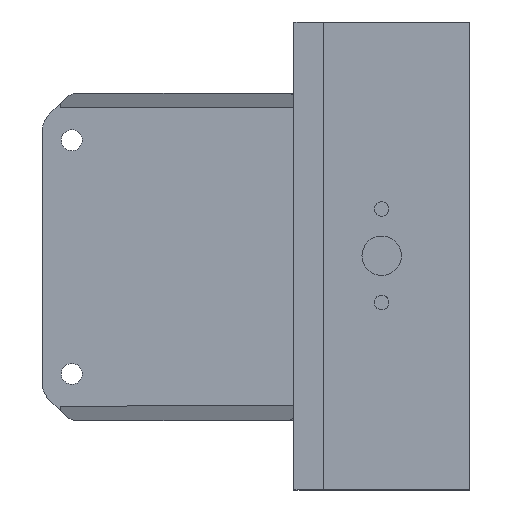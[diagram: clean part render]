
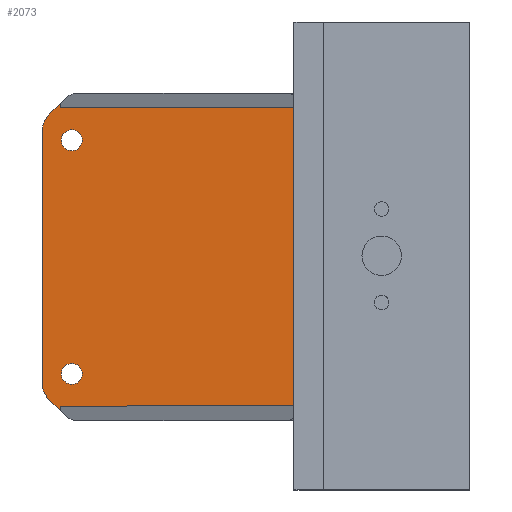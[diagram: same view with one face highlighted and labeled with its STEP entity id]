
A CAD part, top view. The second image highlights one B-rep face of the part: STEP entity #2073.
In plain terms, the highlighted planar face has unit normal (0, 0, 1).
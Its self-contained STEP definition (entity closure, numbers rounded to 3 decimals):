
#99=B_SPLINE_CURVE_WITH_KNOTS('',3,(#5941,#5942,#5943,#5944,#5945,#5946,
#5947,#5948,#5949,#5950,#5951,#5952,#5953,#5954,#5955,#5956,#5957,#5958,
#5959,#5960,#5961,#5962,#5963,#5964),.UNSPECIFIED.,.F.,.F.,(4,2,2,2,2,2,
2,2,2,2,2,4),(-1.249,-1.221,-1.204,-1.197,
-1.13,-0.761,-0.275,-0.122,
-0.107,-0.078,-0.014,0.),
 .UNSPECIFIED.);
#100=B_SPLINE_CURVE_WITH_KNOTS('',3,(#5966,#5967,#5968,#5969),
 .UNSPECIFIED.,.F.,.F.,(4,4),(-0.002,0.),.UNSPECIFIED.);
#149=FACE_BOUND('',#399,.T.);
#150=FACE_BOUND('',#400,.T.);
#151=FACE_BOUND('',#401,.T.);
#152=FACE_BOUND('',#402,.T.);
#177=PLANE('',#2231);
#263=FACE_OUTER_BOUND('',#398,.T.);
#398=EDGE_LOOP('',(#1718,#1719,#1720,#1721,#1722,#1723,#1724,#1725,#1726,
#1727,#1728,#1729,#1730));
#399=EDGE_LOOP('',(#1731));
#400=EDGE_LOOP('',(#1732));
#401=EDGE_LOOP('',(#1733));
#402=EDGE_LOOP('',(#1734));
#545=LINE('',#7422,#699);
#546=LINE('',#7423,#700);
#547=LINE('',#7425,#701);
#548=LINE('',#7427,#702);
#549=LINE('',#7429,#703);
#550=LINE('',#7431,#704);
#551=LINE('',#7435,#705);
#552=LINE('',#7439,#706);
#553=LINE('',#7440,#707);
#699=VECTOR('',#2606,10.);
#700=VECTOR('',#2607,10.);
#701=VECTOR('',#2608,10.);
#702=VECTOR('',#2609,10.);
#703=VECTOR('',#2610,10.);
#704=VECTOR('',#2611,10.);
#705=VECTOR('',#2614,10.);
#706=VECTOR('',#2617,10.);
#707=VECTOR('',#2618,10.);
#809=CIRCLE('',#2232,3.);
#810=CIRCLE('',#2233,3.);
#811=CIRCLE('',#2234,1.8);
#812=CIRCLE('',#2235,1.8);
#813=CIRCLE('',#2236,1.8);
#814=CIRCLE('',#2237,1.8);
#923=VERTEX_POINT('',#5939);
#924=VERTEX_POINT('',#5940);
#925=VERTEX_POINT('',#5965);
#980=VERTEX_POINT('',#7420);
#981=VERTEX_POINT('',#7421);
#982=VERTEX_POINT('',#7424);
#983=VERTEX_POINT('',#7426);
#984=VERTEX_POINT('',#7428);
#985=VERTEX_POINT('',#7430);
#986=VERTEX_POINT('',#7432);
#987=VERTEX_POINT('',#7434);
#988=VERTEX_POINT('',#7436);
#989=VERTEX_POINT('',#7438);
#990=VERTEX_POINT('',#7441);
#991=VERTEX_POINT('',#7443);
#992=VERTEX_POINT('',#7445);
#993=VERTEX_POINT('',#7447);
#1138=EDGE_CURVE('',#923,#924,#99,.T.);
#1139=EDGE_CURVE('',#923,#925,#100,.T.);
#1241=EDGE_CURVE('',#980,#981,#545,.T.);
#1242=EDGE_CURVE('',#925,#980,#546,.T.);
#1243=EDGE_CURVE('',#982,#924,#547,.T.);
#1244=EDGE_CURVE('',#983,#982,#548,.T.);
#1245=EDGE_CURVE('',#984,#983,#549,.T.);
#1246=EDGE_CURVE('',#985,#984,#550,.T.);
#1247=EDGE_CURVE('',#985,#986,#809,.T.);
#1248=EDGE_CURVE('',#986,#987,#551,.T.);
#1249=EDGE_CURVE('',#987,#988,#810,.T.);
#1250=EDGE_CURVE('',#989,#988,#552,.T.);
#1251=EDGE_CURVE('',#981,#989,#553,.T.);
#1252=EDGE_CURVE('',#990,#990,#811,.T.);
#1253=EDGE_CURVE('',#991,#991,#812,.T.);
#1254=EDGE_CURVE('',#992,#992,#813,.T.);
#1255=EDGE_CURVE('',#993,#993,#814,.T.);
#1718=ORIENTED_EDGE('',*,*,#1241,.F.);
#1719=ORIENTED_EDGE('',*,*,#1242,.F.);
#1720=ORIENTED_EDGE('',*,*,#1139,.F.);
#1721=ORIENTED_EDGE('',*,*,#1138,.T.);
#1722=ORIENTED_EDGE('',*,*,#1243,.F.);
#1723=ORIENTED_EDGE('',*,*,#1244,.F.);
#1724=ORIENTED_EDGE('',*,*,#1245,.F.);
#1725=ORIENTED_EDGE('',*,*,#1246,.F.);
#1726=ORIENTED_EDGE('',*,*,#1247,.T.);
#1727=ORIENTED_EDGE('',*,*,#1248,.T.);
#1728=ORIENTED_EDGE('',*,*,#1249,.T.);
#1729=ORIENTED_EDGE('',*,*,#1250,.F.);
#1730=ORIENTED_EDGE('',*,*,#1251,.F.);
#1731=ORIENTED_EDGE('',*,*,#1252,.T.);
#1732=ORIENTED_EDGE('',*,*,#1253,.T.);
#1733=ORIENTED_EDGE('',*,*,#1254,.T.);
#1734=ORIENTED_EDGE('',*,*,#1255,.T.);
#2073=ADVANCED_FACE('',(#263,#149,#150,#151,#152),#177,.T.);
#2231=AXIS2_PLACEMENT_3D('',#7419,#2604,#2605);
#2232=AXIS2_PLACEMENT_3D('',#7433,#2612,#2613);
#2233=AXIS2_PLACEMENT_3D('',#7437,#2615,#2616);
#2234=AXIS2_PLACEMENT_3D('',#7442,#2619,#2620);
#2235=AXIS2_PLACEMENT_3D('',#7444,#2621,#2622);
#2236=AXIS2_PLACEMENT_3D('',#7446,#2623,#2624);
#2237=AXIS2_PLACEMENT_3D('',#7448,#2625,#2626);
#2604=DIRECTION('center_axis',(0.,0.,1.));
#2605=DIRECTION('ref_axis',(1.,0.,0.));
#2606=DIRECTION('',(-1.,0.,0.));
#2607=DIRECTION('',(0.,-1.,0.));
#2608=DIRECTION('',(0.,-1.,0.));
#2609=DIRECTION('',(1.,0.,0.));
#2610=DIRECTION('',(0.,-1.,0.));
#2611=DIRECTION('',(0.707,0.707,0.));
#2612=DIRECTION('center_axis',(0.,0.,1.));
#2613=DIRECTION('ref_axis',(0.,1.,0.));
#2614=DIRECTION('',(0.,-1.,0.));
#2615=DIRECTION('center_axis',(0.,0.,1.));
#2616=DIRECTION('ref_axis',(-1.,0.,0.));
#2617=DIRECTION('',(-0.707,0.707,0.));
#2618=DIRECTION('',(0.,-1.,0.));
#2619=DIRECTION('center_axis',(0.,0.,-1.));
#2620=DIRECTION('ref_axis',(1.,0.,0.));
#2621=DIRECTION('center_axis',(0.,0.,-1.));
#2622=DIRECTION('ref_axis',(1.,0.,0.));
#2623=DIRECTION('center_axis',(0.,0.,-1.));
#2624=DIRECTION('ref_axis',(1.,0.,0.));
#2625=DIRECTION('center_axis',(0.,0.,-1.));
#2626=DIRECTION('ref_axis',(1.,0.,0.));
#5939=CARTESIAN_POINT('',(25.5,-10.869,5.));
#5940=CARTESIAN_POINT('',(25.5,10.865,5.001));
#5941=CARTESIAN_POINT('Ctrl Pts',(25.5,-10.869,5.));
#5942=CARTESIAN_POINT('Ctrl Pts',(25.5,-10.659,5.));
#5943=CARTESIAN_POINT('Ctrl Pts',(25.501,-10.491,5.));
#5944=CARTESIAN_POINT('Ctrl Pts',(25.503,-10.071,5.));
#5945=CARTESIAN_POINT('Ctrl Pts',(25.504,-9.947,5.));
#5946=CARTESIAN_POINT('Ctrl Pts',(25.504,-9.742,5.));
#5947=CARTESIAN_POINT('Ctrl Pts',(25.504,-9.681,5.));
#5948=CARTESIAN_POINT('Ctrl Pts',(25.505,-9.056,5.));
#5949=CARTESIAN_POINT('Ctrl Pts',(25.504,-5.442,5.));
#5950=CARTESIAN_POINT('Ctrl Pts',(25.504,-3.473,5.));
#5951=CARTESIAN_POINT('Ctrl Pts',(25.504,-2.393,5.));
#5952=CARTESIAN_POINT('Ctrl Pts',(25.504,1.353,5.));
#5953=CARTESIAN_POINT('Ctrl Pts',(25.504,2.027,5.));
#5954=CARTESIAN_POINT('Ctrl Pts',(25.504,3.759,5.));
#5955=CARTESIAN_POINT('Ctrl Pts',(25.505,9.023,5.));
#5956=CARTESIAN_POINT('Ctrl Pts',(25.504,9.638,5.));
#5957=CARTESIAN_POINT('Ctrl Pts',(25.504,9.691,5.));
#5958=CARTESIAN_POINT('Ctrl Pts',(25.504,9.849,5.));
#5959=CARTESIAN_POINT('Ctrl Pts',(25.503,9.951,5.));
#5960=CARTESIAN_POINT('Ctrl Pts',(25.502,10.295,5.));
#5961=CARTESIAN_POINT('Ctrl Pts',(25.501,10.506,5.));
#5962=CARTESIAN_POINT('Ctrl Pts',(25.5,10.768,5.));
#5963=CARTESIAN_POINT('Ctrl Pts',(25.5,10.815,5.));
#5964=CARTESIAN_POINT('Ctrl Pts',(25.5,10.862,5.));
#5965=CARTESIAN_POINT('',(25.5,-10.87,5.));
#5966=CARTESIAN_POINT('Ctrl Pts',(25.5,-10.869,5.));
#5967=CARTESIAN_POINT('Ctrl Pts',(25.5,-10.869,5.));
#5968=CARTESIAN_POINT('Ctrl Pts',(25.5,-10.87,5.));
#5969=CARTESIAN_POINT('Ctrl Pts',(25.5,-10.87,5.));
#7419=CARTESIAN_POINT('Origin',(7.75,0.,5.));
#7420=CARTESIAN_POINT('',(25.5,-25.5,5.));
#7421=CARTESIAN_POINT('',(-22.,-25.5,5.));
#7422=CARTESIAN_POINT('',(13.095,-25.5,5.));
#7423=CARTESIAN_POINT('',(25.5,24.905,5.));
#7424=CARTESIAN_POINT('',(25.5,25.5,5.));
#7425=CARTESIAN_POINT('',(25.5,24.905,5.));
#7426=CARTESIAN_POINT('',(-22.,25.5,5.));
#7427=CARTESIAN_POINT('',(-11.027,25.5,5.));
#7428=CARTESIAN_POINT('',(-22.,26.243,5.));
#7429=CARTESIAN_POINT('',(-22.,25.,5.));
#7430=CARTESIAN_POINT('',(-24.121,24.121,5.));
#7431=CARTESIAN_POINT('',(-25.185,23.057,5.));
#7432=CARTESIAN_POINT('',(-25.,22.,5.));
#7433=CARTESIAN_POINT('Origin',(-22.,22.,5.));
#7434=CARTESIAN_POINT('',(-25.,-22.,5.));
#7435=CARTESIAN_POINT('',(-25.,22.,5.));
#7436=CARTESIAN_POINT('',(-24.121,-24.121,5.));
#7437=CARTESIAN_POINT('Origin',(-22.,-22.,5.));
#7438=CARTESIAN_POINT('',(-22.,-26.243,5.));
#7439=CARTESIAN_POINT('',(-38.496,-9.747,5.));
#7440=CARTESIAN_POINT('',(-22.,25.,5.));
#7441=CARTESIAN_POINT('',(18.2,20.,5.));
#7442=CARTESIAN_POINT('Origin',(20.,20.,5.));
#7443=CARTESIAN_POINT('',(18.2,-20.,5.));
#7444=CARTESIAN_POINT('Origin',(20.,-20.,5.));
#7445=CARTESIAN_POINT('',(-21.8,-20.,5.));
#7446=CARTESIAN_POINT('Origin',(-20.,-20.,5.));
#7447=CARTESIAN_POINT('',(-21.8,20.,5.));
#7448=CARTESIAN_POINT('Origin',(-20.,20.,5.));
